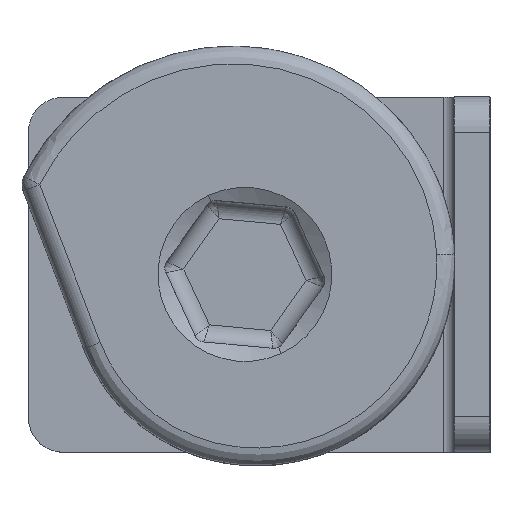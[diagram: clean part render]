
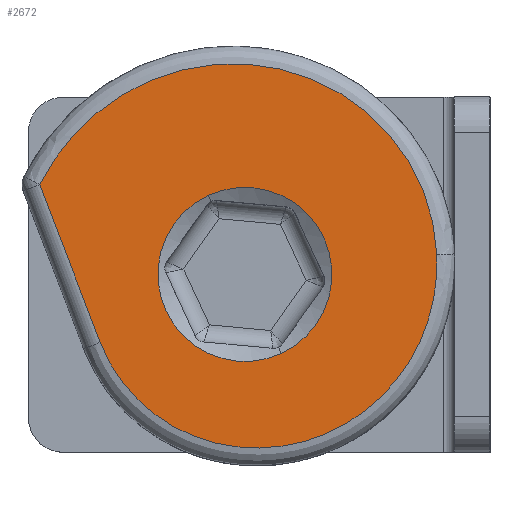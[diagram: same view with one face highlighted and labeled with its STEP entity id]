
A CAD part, top view. The second image highlights one B-rep face of the part: STEP entity #2672.
In plain terms, the highlighted planar face has unit normal (0, 0, 1).
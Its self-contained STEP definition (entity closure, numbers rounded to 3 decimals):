
#76 = CARTESIAN_POINT ( 'NONE',  ( -2.804, -4.606, 5. ) ) ;
#95 = DIRECTION ( 'NONE',  ( -1., 0., 0. ) ) ;
#105 = B_SPLINE_CURVE_WITH_KNOTS ( 'NONE', 3,
 ( #2010, #1778, #622, #2688, #1943, #2877, #197, #1063, #650, #1732, #1561, #2463, #2646, #1504, #1959, #2659, #2415, #379, #2186, #1527, #2203, #2891, #2435, #395, #1307, #1349, #2764, #2496, #1135, #2735, #982, #2399 ),
 .UNSPECIFIED., .F., .F.,
 ( 4, 2, 2, 2, 2, 2, 2, 2, 2, 2, 2, 2, 2, 2, 2, 4 ),
 ( 0., 0.001, 0.002, 0.003, 0.004, 0.005, 0.006, 0.007, 0.008, 0.009, 0.01, 0.011, 0.012, 0.013, 0.014, 0.016 ),
 .UNSPECIFIED. ) ;
#197 = CARTESIAN_POINT ( 'NONE',  ( 0.767, -5.544, 5. ) ) ;
#241 = ORIENTED_EDGE ( 'NONE', *, *, #1217, .T. ) ;
#309 = EDGE_CURVE ( 'NONE', #796, #1456, #2171, .T. ) ;
#347 = CARTESIAN_POINT ( 'NONE',  ( -1.758, -5.141, 5. ) ) ;
#379 = CARTESIAN_POINT ( 'NONE',  ( 5.232, -2.753, 5. ) ) ;
#395 = CARTESIAN_POINT ( 'NONE',  ( 6.073, -0.006, 5. ) ) ;
#414 = CARTESIAN_POINT ( 'NONE',  ( 0., -6.043, 5. ) ) ;
#461 = CARTESIAN_POINT ( 'NONE',  ( -2.45, 0., 5. ) ) ;
#498 = CARTESIAN_POINT ( 'NONE',  ( -3.498, 3.258, 5. ) ) ;
#524 = CARTESIAN_POINT ( 'NONE',  ( -4.893, -1.543, 5. ) ) ;
#552 = CARTESIAN_POINT ( 'NONE',  ( -5.028, -0.684, 5. ) ) ;
#622 = CARTESIAN_POINT ( 'NONE',  ( -1.148, -5.36, 5. ) ) ;
#650 = CARTESIAN_POINT ( 'NONE',  ( 1.719, -5.387, 5. ) ) ;
#662 = ORIENTED_EDGE ( 'NONE', *, *, #309, .T. ) ;
#699 = ORIENTED_EDGE ( 'NONE', *, *, #745, .T. ) ;
#721 = VECTOR ( 'NONE', #1657, 1000. ) ;
#745 = EDGE_CURVE ( 'NONE', #1456, #796, #2660, .T. ) ;
#776 = CARTESIAN_POINT ( 'NONE',  ( 0., 0., 5. ) ) ;
#796 = VERTEX_POINT ( 'NONE', #1328 ) ;
#815 = DIRECTION ( 'NONE',  ( 0., 0., -1. ) ) ;
#858 = FACE_BOUND ( 'NONE', #2603, .T. ) ;
#873 = LINE ( 'NONE', #2704, #721 ) ;
#982 = CARTESIAN_POINT ( 'NONE',  ( 5.12, 3.679, 5. ) ) ;
#1000 = CARTESIAN_POINT ( 'NONE',  ( -4.488, -2.635, 5. ) ) ;
#1009 = CARTESIAN_POINT ( 'NONE',  ( -2.806, 3.794, 5. ) ) ;
#1063 = CARTESIAN_POINT ( 'NONE',  ( 1.407, -5.457, 5. ) ) ;
#1094 = PLANE ( 'NONE',  #1282 ) ;
#1135 = CARTESIAN_POINT ( 'NONE',  ( 5.785, 2.214, 5. ) ) ;
#1213 = CARTESIAN_POINT ( 'NONE',  ( -4.919, 0.763, 5. ) ) ;
#1217 = EDGE_CURVE ( 'NONE', #2615, #2743, #105, .T. ) ;
#1243 = CARTESIAN_POINT ( 'NONE',  ( -3.661, -3.829, 5. ) ) ;
#1269 = CARTESIAN_POINT ( 'NONE',  ( -4.532, 1.862, 5. ) ) ;
#1276 = ORIENTED_EDGE ( 'NONE', *, *, #2021, .T. ) ;
#1282 = AXIS2_PLACEMENT_3D ( 'NONE', #414, #1323, #1390 ) ;
#1284 = CARTESIAN_POINT ( 'NONE',  ( -4.653, 1.598, 5. ) ) ;
#1297 = CARTESIAN_POINT ( 'NONE',  ( -3.704, 3.054, 5. ) ) ;
#1307 = CARTESIAN_POINT ( 'NONE',  ( 6.082, 0.314, 5. ) ) ;
#1323 = DIRECTION ( 'NONE',  ( 0., 0., -1. ) ) ;
#1328 = CARTESIAN_POINT ( 'NONE',  ( 2.45, 0., 5. ) ) ;
#1349 = CARTESIAN_POINT ( 'NONE',  ( 6.05, 0.953, 5. ) ) ;
#1390 = DIRECTION ( 'NONE',  ( -1., 0., 0. ) ) ;
#1455 = CARTESIAN_POINT ( 'NONE',  ( -4.034, -3.376, 5. ) ) ;
#1456 = VERTEX_POINT ( 'NONE', #461 ) ;
#1504 = CARTESIAN_POINT ( 'NONE',  ( 3.986, -4.217, 5. ) ) ;
#1524 = CARTESIAN_POINT ( 'NONE',  ( -4.847, 1.047, 5. ) ) ;
#1527 = CARTESIAN_POINT ( 'NONE',  ( 5.661, -1.884, 5. ) ) ;
#1561 = CARTESIAN_POINT ( 'NONE',  ( 2.63, -5.069, 5. ) ) ;
#1615 = ORIENTED_EDGE ( 'NONE', *, *, #1878, .T. ) ;
#1657 = DIRECTION ( 'NONE',  ( -0.998, 0.066, 0. ) ) ;
#1661 = CARTESIAN_POINT ( 'NONE',  ( -5.035, -0.098, 5. ) ) ;
#1675 = CARTESIAN_POINT ( 'NONE',  ( -2.033, 4.191, 5. ) ) ;
#1732 = CARTESIAN_POINT ( 'NONE',  ( 2.33, -5.193, 5. ) ) ;
#1778 = CARTESIAN_POINT ( 'NONE',  ( -1.458, -5.264, 5. ) ) ;
#1805 = B_SPLINE_CURVE_WITH_KNOTS ( 'NONE', 3,
 ( #2307, #2079, #2161, #2849, #2703, #1675, #2785, #1009, #1907, #498, #1297, #2697, #1915, #1269, #1284, #1524, #1213, #1901, #1661, #552, #2610, #524, #2334, #2089, #1000, #2822, #1455, #1243, #2147, #76, #2838, #347 ),
 .UNSPECIFIED., .F., .F.,
 ( 4, 2, 2, 2, 2, 2, 2, 2, 2, 2, 2, 2, 2, 2, 2, 4 ),
 ( 0., 0.001, 0.002, 0.003, 0.003, 0.004, 0.005, 0.006, 0.007, 0.008, 0.009, 0.01, 0.01, 0.011, 0.012, 0.014 ),
 .UNSPECIFIED. ) ;
#1878 = EDGE_CURVE ( 'NONE', #2049, #2615, #1805, .T. ) ;
#1901 = CARTESIAN_POINT ( 'NONE',  ( -5.013, 0.192, 5. ) ) ;
#1907 = CARTESIAN_POINT ( 'NONE',  ( -3.05, 3.628, 5. ) ) ;
#1915 = CARTESIAN_POINT ( 'NONE',  ( -4.246, 2.365, 5. ) ) ;
#1938 = DIRECTION ( 'NONE',  ( -1., 0., 0. ) ) ;
#1943 = CARTESIAN_POINT ( 'NONE',  ( -0.197, -5.537, 5. ) ) ;
#1959 = CARTESIAN_POINT ( 'NONE',  ( 4.23, -4.001, 5. ) ) ;
#1982 = FACE_OUTER_BOUND ( 'NONE', #2383, .T. ) ;
#2010 = CARTESIAN_POINT ( 'NONE',  ( -1.758, -5.141, 5. ) ) ;
#2021 = EDGE_CURVE ( 'NONE', #2743, #2049, #873, .T. ) ;
#2049 = VERTEX_POINT ( 'NONE', #2255 ) ;
#2079 = CARTESIAN_POINT ( 'NONE',  ( -0.326, 4.521, 5. ) ) ;
#2089 = CARTESIAN_POINT ( 'NONE',  ( -4.612, -2.373, 5. ) ) ;
#2113 = DIRECTION ( 'NONE',  ( 0., 0., -1. ) ) ;
#2147 = CARTESIAN_POINT ( 'NONE',  ( -3.458, -4.036, 5. ) ) ;
#2161 = CARTESIAN_POINT ( 'NONE',  ( -0.616, 4.511, 5. ) ) ;
#2171 = CIRCLE ( 'NONE', #2567, 2.45 ) ;
#2186 = CARTESIAN_POINT ( 'NONE',  ( 5.392, -2.469, 5. ) ) ;
#2203 = CARTESIAN_POINT ( 'NONE',  ( 5.771, -1.583, 5. ) ) ;
#2255 = CARTESIAN_POINT ( 'NONE',  ( -0.033, 4.501, 5. ) ) ;
#2307 = CARTESIAN_POINT ( 'NONE',  ( -0.033, 4.501, 5. ) ) ;
#2334 = CARTESIAN_POINT ( 'NONE',  ( -4.816, -1.823, 5. ) ) ;
#2383 = EDGE_LOOP ( 'NONE', ( #241, #1276, #1615 ) ) ;
#2399 = CARTESIAN_POINT ( 'NONE',  ( 4.716, 4.186, 5. ) ) ;
#2415 = CARTESIAN_POINT ( 'NONE',  ( 4.873, -3.283, 5. ) ) ;
#2435 = CARTESIAN_POINT ( 'NONE',  ( 6.003, -0.647, 5. ) ) ;
#2463 = CARTESIAN_POINT ( 'NONE',  ( 3.203, -4.772, 5. ) ) ;
#2496 = CARTESIAN_POINT ( 'NONE',  ( 5.876, 1.906, 5. ) ) ;
#2567 = AXIS2_PLACEMENT_3D ( 'NONE', #2861, #2113, #95 ) ;
#2570 = AXIS2_PLACEMENT_3D ( 'NONE', #776, #815, #1938 ) ;
#2603 = EDGE_LOOP ( 'NONE', ( #662, #699 ) ) ;
#2610 = CARTESIAN_POINT ( 'NONE',  ( -4.999, -0.973, 5. ) ) ;
#2615 = VERTEX_POINT ( 'NONE', #2663 ) ;
#2646 = CARTESIAN_POINT ( 'NONE',  ( 3.474, -4.602, 5. ) ) ;
#2659 = CARTESIAN_POINT ( 'NONE',  ( 4.673, -3.533, 5. ) ) ;
#2660 = CIRCLE ( 'NONE', #2570, 2.45 ) ;
#2663 = CARTESIAN_POINT ( 'NONE',  ( -1.758, -5.141, 5. ) ) ;
#2672 = ADVANCED_FACE ( 'NONE', ( #1982, #858 ), #1094, .F. ) ;
#2688 = CARTESIAN_POINT ( 'NONE',  ( -0.515, -5.497, 5. ) ) ;
#2697 = CARTESIAN_POINT ( 'NONE',  ( -4.078, 2.608, 5. ) ) ;
#2703 = CARTESIAN_POINT ( 'NONE',  ( -1.478, 4.373, 5. ) ) ;
#2704 = CARTESIAN_POINT ( 'NONE',  ( 0.697, 4.453, 5. ) ) ;
#2724 = CARTESIAN_POINT ( 'NONE',  ( 4.716, 4.186, 5. ) ) ;
#2735 = CARTESIAN_POINT ( 'NONE',  ( 5.444, 3.11, 5. ) ) ;
#2743 = VERTEX_POINT ( 'NONE', #2724 ) ;
#2764 = CARTESIAN_POINT ( 'NONE',  ( 6.008, 1.274, 5. ) ) ;
#2785 = CARTESIAN_POINT ( 'NONE',  ( -2.298, 4.075, 5. ) ) ;
#2822 = CARTESIAN_POINT ( 'NONE',  ( -4.199, -3.137, 5. ) ) ;
#2838 = CARTESIAN_POINT ( 'NONE',  ( -2.3, -4.918, 5. ) ) ;
#2849 = CARTESIAN_POINT ( 'NONE',  ( -1.191, 4.438, 5. ) ) ;
#2861 = CARTESIAN_POINT ( 'NONE',  ( 0., 0., 5. ) ) ;
#2877 = CARTESIAN_POINT ( 'NONE',  ( 0.443, -5.561, 5. ) ) ;
#2891 = CARTESIAN_POINT ( 'NONE',  ( 5.941, -0.966, 5. ) ) ;
